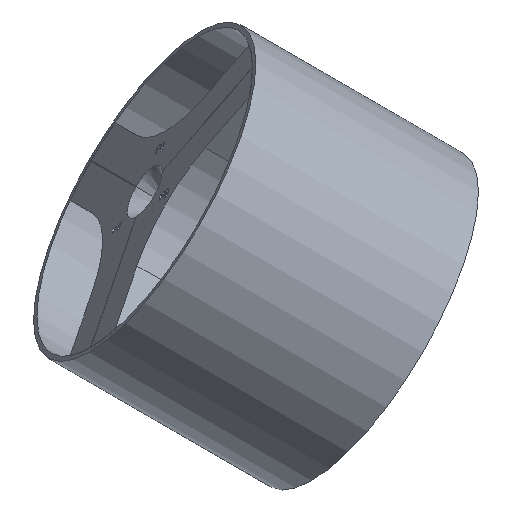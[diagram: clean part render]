
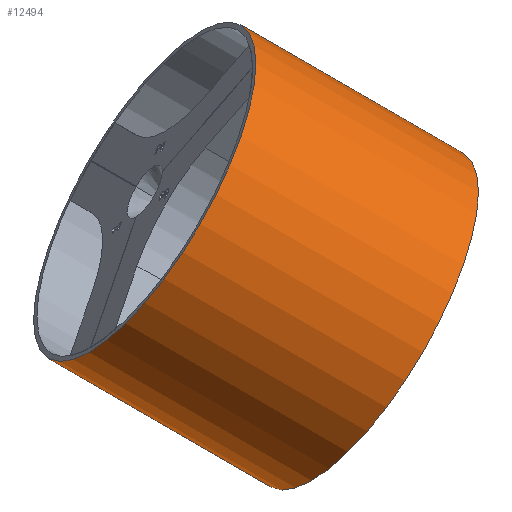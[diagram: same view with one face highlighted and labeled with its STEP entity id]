
A CAD part, isometric view. The second image highlights one B-rep face of the part: STEP entity #12494.
In plain terms, the highlighted cylindrical face has radius 63.586 mm (diameter 127.173 mm), a full revolution.
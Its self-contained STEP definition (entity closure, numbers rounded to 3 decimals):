
#158=CYLINDRICAL_SURFACE('',#13314,63.586);
#435=LINE('',#43470,#712);
#712=VECTOR('',#15179,63.586);
#1614=FACE_OUTER_BOUND('',#2340,.T.);
#2340=EDGE_LOOP('',(#11329,#11330,#11331,#11332));
#2889=CIRCLE('',#13315,63.586);
#2890=CIRCLE('',#13316,63.586);
#5341=VERTEX_POINT('',#43467);
#5342=VERTEX_POINT('',#43469);
#7338=EDGE_CURVE('',#5341,#5341,#2889,.T.);
#7339=EDGE_CURVE('',#5341,#5342,#435,.T.);
#7340=EDGE_CURVE('',#5342,#5342,#2890,.T.);
#11329=ORIENTED_EDGE('',*,*,#7338,.T.);
#11330=ORIENTED_EDGE('',*,*,#7339,.T.);
#11331=ORIENTED_EDGE('',*,*,#7340,.F.);
#11332=ORIENTED_EDGE('',*,*,#7339,.F.);
#12494=ADVANCED_FACE('',(#1614),#158,.T.);
#13314=AXIS2_PLACEMENT_3D('',#43466,#15175,#15176);
#13315=AXIS2_PLACEMENT_3D('',#43468,#15177,#15178);
#13316=AXIS2_PLACEMENT_3D('',#43471,#15180,#15181);
#15175=DIRECTION('center_axis',(-0.577,0.577,0.577));
#15176=DIRECTION('ref_axis',(-0.707,0.,-0.707));
#15177=DIRECTION('center_axis',(0.577,-0.577,-0.577));
#15178=DIRECTION('ref_axis',(-0.707,0.,-0.707));
#15179=DIRECTION('',(0.577,-0.577,-0.577));
#15180=DIRECTION('center_axis',(0.577,-0.577,-0.577));
#15181=DIRECTION('ref_axis',(-0.707,0.,-0.707));
#43466=CARTESIAN_POINT('Origin',(16.994,8.006,-16.994));
#43467=CARTESIAN_POINT('',(9.994,59.968,79.93));
#43468=CARTESIAN_POINT('Origin',(-34.968,59.968,34.968));
#43469=CARTESIAN_POINT('',(61.956,8.006,27.969));
#43470=CARTESIAN_POINT('',(61.956,8.006,27.969));
#43471=CARTESIAN_POINT('Origin',(16.994,8.006,-16.994));
